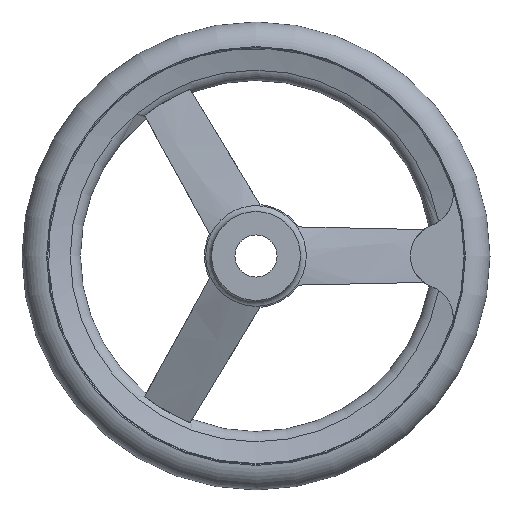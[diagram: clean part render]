
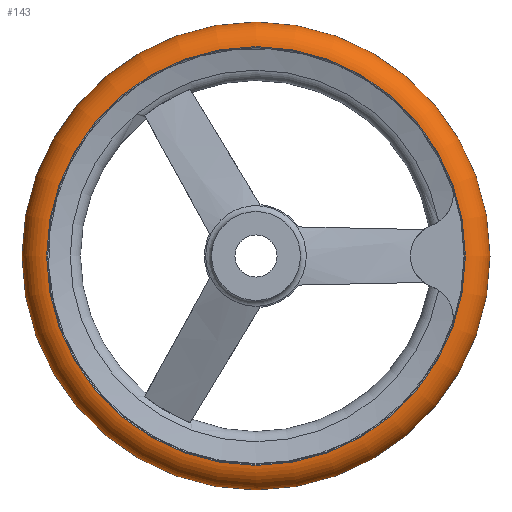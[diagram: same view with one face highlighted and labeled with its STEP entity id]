
A CAD part, front view. The second image highlights one B-rep face of the part: STEP entity #143.
In plain terms, the highlighted toroidal (fillet/blend) face has major radius 89 mm and minor radius 11 mm.
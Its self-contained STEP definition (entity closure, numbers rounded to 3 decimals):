
#143 = ADVANCED_FACE( '', ( #305, #306, #307 ), #308, .T. );
#305 = FACE_BOUND( '', #500, .T. );
#306 = FACE_OUTER_BOUND( '', #501, .T. );
#307 = FACE_OUTER_BOUND( '', #502, .T. );
#308 = TOROIDAL_SURFACE( '', #503, 89., 11. );
#500 = VERTEX_LOOP( '', #846 );
#501 = EDGE_LOOP( '', ( #847 ) );
#502 = EDGE_LOOP( '', ( #848 ) );
#503 = AXIS2_PLACEMENT_3D( '', #849, #850, #851 );
#846 = VERTEX_POINT( '', #1018 );
#847 = ORIENTED_EDGE( '', *, *, #979, .T. );
#848 = ORIENTED_EDGE( '', *, *, #883, .F. );
#849 = CARTESIAN_POINT( '', ( 0., 34., 0. ) );
#850 = DIRECTION( '', ( 0., -1., 0. ) );
#851 = DIRECTION( '', ( 0., 0., -1. ) );
#883 = EDGE_CURVE( '', #1024, #1024, #1025, .T. );
#979 = EDGE_CURVE( '', #1179, #1179, #1180, .T. );
#1018 = CARTESIAN_POINT( '', ( 0., 34., -100. ) );
#1024 = VERTEX_POINT( '', #1233 );
#1025 = CIRCLE( '', #1234, 89.458 );
#1179 = VERTEX_POINT( '', #1736 );
#1180 = CIRCLE( '', #1737, 89.458 );
#1233 = CARTESIAN_POINT( '', ( 0., 23.01, -89.458 ) );
#1234 = AXIS2_PLACEMENT_3D( '', #1891, #1892, #1893 );
#1736 = CARTESIAN_POINT( '', ( 0., 44.99, -89.458 ) );
#1737 = AXIS2_PLACEMENT_3D( '', #1999, #2000, #2001 );
#1891 = CARTESIAN_POINT( '', ( 0., 23.01, 0. ) );
#1892 = DIRECTION( '', ( 0., -1., 0. ) );
#1893 = DIRECTION( '', ( 0., 0., -1. ) );
#1999 = CARTESIAN_POINT( '', ( 0., 44.99, 0. ) );
#2000 = DIRECTION( '', ( 0., -1., 0. ) );
#2001 = DIRECTION( '', ( 0., 0., -1. ) );
